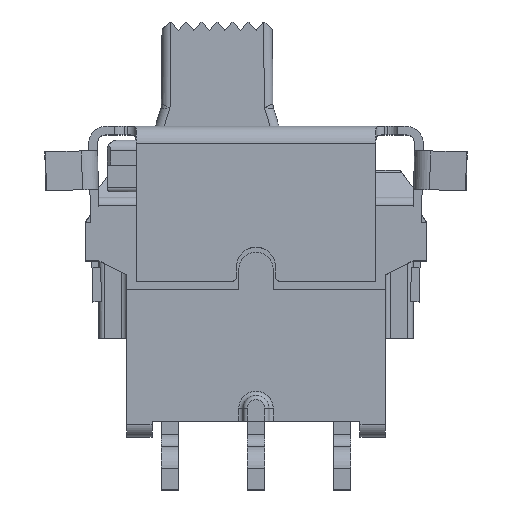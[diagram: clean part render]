
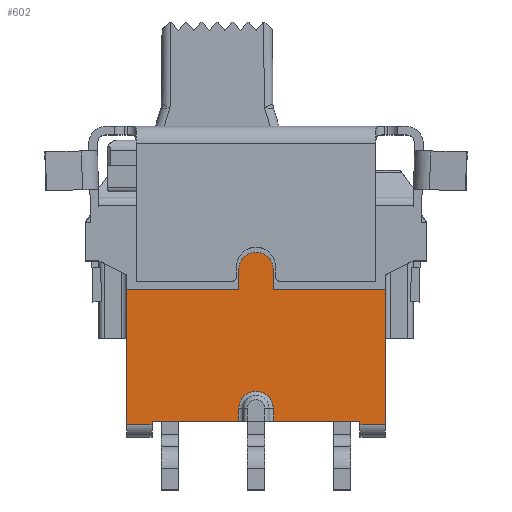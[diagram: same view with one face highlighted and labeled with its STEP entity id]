
A CAD part, top view. The second image highlights one B-rep face of the part: STEP entity #602.
In plain terms, the highlighted planar face has unit normal (0, 0, 1).
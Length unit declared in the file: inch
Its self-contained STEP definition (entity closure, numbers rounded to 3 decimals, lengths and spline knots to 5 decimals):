
#602 = ADVANCED_FACE( '', ( #1549 ), #1550, .T. );
#1549 = FACE_OUTER_BOUND( '', #2925, .T. );
#1550 = PLANE( '', #2926 );
#2925 = EDGE_LOOP( '', ( #6672, #6673, #6674, #6675, #6676, #6677, #6678, #6679, #6680, #6681, #6682, #6683, #6684, #6685, #6686, #6687 ) );
#2926 = AXIS2_PLACEMENT_3D( '', #6688, #6689, #6690 );
#6672 = ORIENTED_EDGE( '', *, *, #8935, .T. );
#6673 = ORIENTED_EDGE( '', *, *, #8877, .T. );
#6674 = ORIENTED_EDGE( '', *, *, #8589, .T. );
#6675 = ORIENTED_EDGE( '', *, *, #8231, .T. );
#6676 = ORIENTED_EDGE( '', *, *, #9172, .F. );
#6677 = ORIENTED_EDGE( '', *, *, #9100, .T. );
#6678 = ORIENTED_EDGE( '', *, *, #9173, .T. );
#6679 = ORIENTED_EDGE( '', *, *, #8735, .T. );
#6680 = ORIENTED_EDGE( '', *, *, #8476, .F. );
#6681 = ORIENTED_EDGE( '', *, *, #8035, .F. );
#6682 = ORIENTED_EDGE( '', *, *, #9134, .F. );
#6683 = ORIENTED_EDGE( '', *, *, #8729, .T. );
#6684 = ORIENTED_EDGE( '', *, *, #9049, .F. );
#6685 = ORIENTED_EDGE( '', *, *, #9174, .F. );
#6686 = ORIENTED_EDGE( '', *, *, #8841, .F. );
#6687 = ORIENTED_EDGE( '', *, *, #9175, .T. );
#6688 = CARTESIAN_POINT( '', ( 0.1975, 0., 0.1165 ) );
#6689 = DIRECTION( '', ( 0., 0., 1. ) );
#6690 = DIRECTION( '', ( 1., 0., 0. ) );
#8035 = EDGE_CURVE( '', #9789, #9784, #9791, .T. );
#8231 = EDGE_CURVE( '', #10149, #10153, #10155, .T. );
#8476 = EDGE_CURVE( '', #9784, #10577, #10580, .T. );
#8589 = EDGE_CURVE( '', #10771, #10149, #10772, .T. );
#8729 = EDGE_CURVE( '', #10997, #10995, #10998, .T. );
#8735 = EDGE_CURVE( '', #11007, #10577, #11008, .T. );
#8841 = EDGE_CURVE( '', #11169, #11171, #11172, .T. );
#8877 = EDGE_CURVE( '', #11227, #10771, #11228, .T. );
#8935 = EDGE_CURVE( '', #11313, #11227, #11314, .T. );
#9049 = EDGE_CURVE( '', #11463, #10995, #11465, .T. );
#9100 = EDGE_CURVE( '', #11529, #11527, #11530, .T. );
#9134 = EDGE_CURVE( '', #10997, #9789, #11571, .T. );
#9172 = EDGE_CURVE( '', #11529, #10153, #11618, .T. );
#9173 = EDGE_CURVE( '', #11527, #11007, #11619, .T. );
#9174 = EDGE_CURVE( '', #11171, #11463, #11620, .T. );
#9175 = EDGE_CURVE( '', #11169, #11313, #11621, .T. );
#9784 = VERTEX_POINT( '', #12726 );
#9789 = VERTEX_POINT( '', #12731 );
#9791 = CIRCLE( '', #12733, 0.02 );
#10149 = VERTEX_POINT( '', #13392 );
#10153 = VERTEX_POINT( '', #13398 );
#10155 = LINE( '', #13401, #13402 );
#10577 = VERTEX_POINT( '', #14124 );
#10580 = LINE( '', #14128, #14129 );
#10771 = VERTEX_POINT( '', #14416 );
#10772 = LINE( '', #14417, #14418 );
#10995 = VERTEX_POINT( '', #14849 );
#10997 = VERTEX_POINT( '', #14852 );
#10998 = LINE( '', #14853, #14854 );
#11007 = VERTEX_POINT( '', #14866 );
#11008 = LINE( '', #14867, #14868 );
#11169 = VERTEX_POINT( '', #15168 );
#11171 = VERTEX_POINT( '', #15171 );
#11172 = LINE( '', #15172, #15173 );
#11227 = VERTEX_POINT( '', #15254 );
#11228 = CIRCLE( '', #15255, 0.02 );
#11313 = VERTEX_POINT( '', #15401 );
#11314 = LINE( '', #15402, #15403 );
#11463 = VERTEX_POINT( '', #15661 );
#11465 = LINE( '', #15663, #15664 );
#11527 = VERTEX_POINT( '', #15795 );
#11529 = VERTEX_POINT( '', #15797 );
#11530 = LINE( '', #15798, #15799 );
#11571 = LINE( '', #15867, #15868 );
#11618 = LINE( '', #15966, #15967 );
#11619 = LINE( '', #15968, #15969 );
#11620 = LINE( '', #15970, #15971 );
#11621 = LINE( '', #15972, #15973 );
#12726 = CARTESIAN_POINT( '', ( -0.02, -0.276, 0.1165 ) );
#12731 = CARTESIAN_POINT( '', ( 0.02, -0.276, 0.1165 ) );
#12733 = AXIS2_PLACEMENT_3D( '', #16617, #16618, #16619 );
#13392 = CARTESIAN_POINT( '', ( -0.02, -0.138, 0.1165 ) );
#13398 = CARTESIAN_POINT( '', ( -0.15, -0.138, 0.1165 ) );
#13401 = CARTESIAN_POINT( '', ( -0.02, -0.138, 0.1165 ) );
#13402 = VECTOR( '', #16822, 39.37008 );
#14124 = CARTESIAN_POINT( '', ( -0.02, -0.291, 0.1165 ) );
#14128 = CARTESIAN_POINT( '', ( -0.02, -0.276, 0.1165 ) );
#14129 = VECTOR( '', #17125, 39.37008 );
#14416 = CARTESIAN_POINT( '', ( -0.02, -0.115, 0.1165 ) );
#14417 = CARTESIAN_POINT( '', ( -0.02, -0.115, 0.1165 ) );
#14418 = VECTOR( '', #17275, 39.37008 );
#14849 = CARTESIAN_POINT( '', ( 0.1205, -0.291, 0.1165 ) );
#14852 = CARTESIAN_POINT( '', ( 0.02, -0.291, 0.1165 ) );
#14853 = CARTESIAN_POINT( '', ( 0.02, -0.291, 0.1165 ) );
#14854 = VECTOR( '', #17428, 39.37008 );
#14866 = CARTESIAN_POINT( '', ( -0.1205, -0.291, 0.1165 ) );
#14867 = CARTESIAN_POINT( '', ( -0.1205, -0.291, 0.1165 ) );
#14868 = VECTOR( '', #17438, 39.37008 );
#15168 = CARTESIAN_POINT( '', ( 0.15, -0.138, 0.1165 ) );
#15171 = CARTESIAN_POINT( '', ( 0.15, -0.294, 0.1165 ) );
#15172 = CARTESIAN_POINT( '', ( 0.15, -0.138, 0.1165 ) );
#15173 = VECTOR( '', #17558, 39.37008 );
#15254 = CARTESIAN_POINT( '', ( 0.02, -0.115, 0.1165 ) );
#15255 = AXIS2_PLACEMENT_3D( '', #17612, #17613, #17614 );
#15401 = CARTESIAN_POINT( '', ( 0.02, -0.138, 0.1165 ) );
#15402 = CARTESIAN_POINT( '', ( 0.02, -0.138, 0.1165 ) );
#15403 = VECTOR( '', #17685, 39.37008 );
#15661 = CARTESIAN_POINT( '', ( 0.1205, -0.294, 0.1165 ) );
#15663 = CARTESIAN_POINT( '', ( 0.1205, -0.294, 0.1165 ) );
#15664 = VECTOR( '', #17820, 39.37008 );
#15795 = CARTESIAN_POINT( '', ( -0.1205, -0.294, 0.1165 ) );
#15797 = CARTESIAN_POINT( '', ( -0.15, -0.294, 0.1165 ) );
#15798 = CARTESIAN_POINT( '', ( -0.15, -0.294, 0.1165 ) );
#15799 = VECTOR( '', #17885, 39.37008 );
#15867 = CARTESIAN_POINT( '', ( 0.02, -0.291, 0.1165 ) );
#15868 = VECTOR( '', #17931, 39.37008 );
#15966 = CARTESIAN_POINT( '', ( -0.15, -0.294, 0.1165 ) );
#15967 = VECTOR( '', #17972, 39.37008 );
#15968 = CARTESIAN_POINT( '', ( -0.1205, -0.294, 0.1165 ) );
#15969 = VECTOR( '', #17973, 39.37008 );
#15970 = CARTESIAN_POINT( '', ( 0.15, -0.294, 0.1165 ) );
#15971 = VECTOR( '', #17974, 39.37008 );
#15972 = CARTESIAN_POINT( '', ( 0.15, -0.138, 0.1165 ) );
#15973 = VECTOR( '', #17975, 39.37008 );
#16617 = CARTESIAN_POINT( '', ( 0., -0.276, 0.1165 ) );
#16618 = DIRECTION( '', ( 0., 0., 1. ) );
#16619 = DIRECTION( '', ( 1., 0., 0. ) );
#16822 = DIRECTION( '', ( -1., 0., 0. ) );
#17125 = DIRECTION( '', ( 0., -1., 0. ) );
#17275 = DIRECTION( '', ( 0., -1., 0. ) );
#17428 = DIRECTION( '', ( 1., 0., 0. ) );
#17438 = DIRECTION( '', ( 1., 0., 0. ) );
#17558 = DIRECTION( '', ( 0., -1., 0. ) );
#17612 = CARTESIAN_POINT( '', ( 0., -0.115, 0.1165 ) );
#17613 = DIRECTION( '', ( 0., 0., 1. ) );
#17614 = DIRECTION( '', ( 1., 0., 0. ) );
#17685 = DIRECTION( '', ( 0., 1., 0. ) );
#17820 = DIRECTION( '', ( 0., 1., 0. ) );
#17885 = DIRECTION( '', ( 1., 0., 0. ) );
#17931 = DIRECTION( '', ( 0., 1., 0. ) );
#17972 = DIRECTION( '', ( 0., 1., 0. ) );
#17973 = DIRECTION( '', ( 0., 1., 0. ) );
#17974 = DIRECTION( '', ( -1., 0., 0. ) );
#17975 = DIRECTION( '', ( -1., 0., 0. ) );
